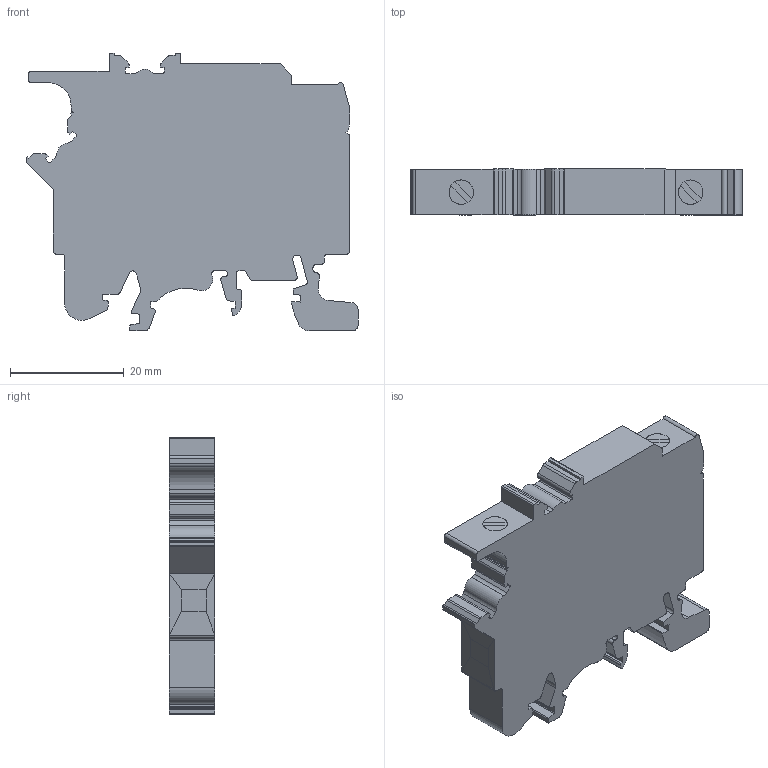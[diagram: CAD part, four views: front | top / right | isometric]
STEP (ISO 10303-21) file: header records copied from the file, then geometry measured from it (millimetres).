
FILE_DESCRIPTION (( 'STEP AP203' ), '1' );
FILE_NAME ('CF4U.STEP', '2024-12-06T11:27:09', ( '' ), ( '' ), 'SwSTEP 2.0', 'SolidWorks 2022', '' );
FILE_SCHEMA (( 'CONFIG_CONTROL_DESIGN' ));
Length unit declared in the file: millimetre
Products named in the file (1): CF4U
Bounding box: 58.3 x 8 x 48.8 mm (x, y, z)
Volume: 16369.1 mm3; surface area: 6594.7 mm2
Topology: 1 solids, 1 shells, 223 faces, 633 edges, 414 vertices
Faces by surface type: plane 139, cylinder 84
Entity records: 7308 total; most frequent: CARTESIAN_POINT 1271, ORIENTED_EDGE 1266, DIRECTION 1257, EDGE_CURVE 633, LINE 457, VECTOR 457, VERTEX_POINT 414, AXIS2_PLACEMENT_3D 400
